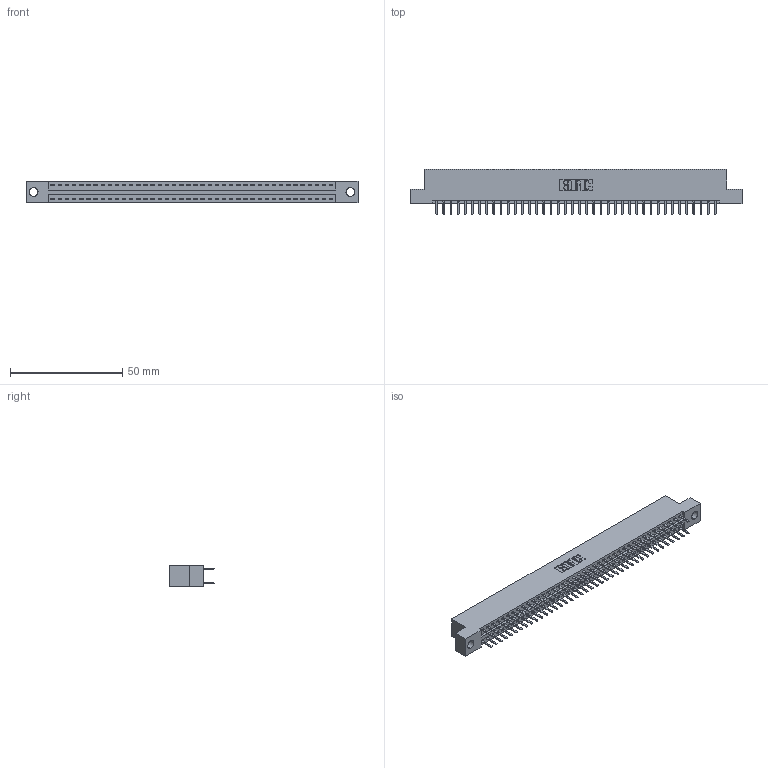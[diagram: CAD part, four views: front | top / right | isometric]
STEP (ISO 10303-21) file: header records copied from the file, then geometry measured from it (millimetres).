
FILE_DESCRIPTION (( 'STEP AP203' ), '1' );
FILE_NAME ('346-080-520-204.STEP', '2022-05-25T15:14:21', ( '' ), ( '' ), 'SwSTEP 2.0', 'SolidWorks 2020', '' );
FILE_SCHEMA (( 'CONFIG_CONTROL_DESIGN' ));
Length unit declared in the file: inch
Products named in the file (3): 345-292-001_345-293-120; 346-080-520-204; 346 Part_Flush Mounting Lugs - 0.156 Dia-TH
Assembly tree (81 placements, depth 2):
  346-080-520-204
    346 Part_Flush Mounting Lugs - 0.156 Dia-TH
    345-292-001_345-293-120  x80
Bounding box: 147.57 x 20.02 x 9.4 mm (x, y, z)
Volume: 14233.6 mm3; surface area: 19299.2 mm2
Topology: 81 solids, 81 shells, 4616 faces, 13405 edges, 8722 vertices
Faces by surface type: plane 3050, cylinder 1566
Entity records: 26907 total; most frequent: CARTESIAN_POINT 4454, ORIENTED_EDGE 4374, DIRECTION 3963, EDGE_CURVE 2187, VECTOR 1891, LINE 1891, VERTEX_POINT 1454, AXIS2_PLACEMENT_3D 1036
